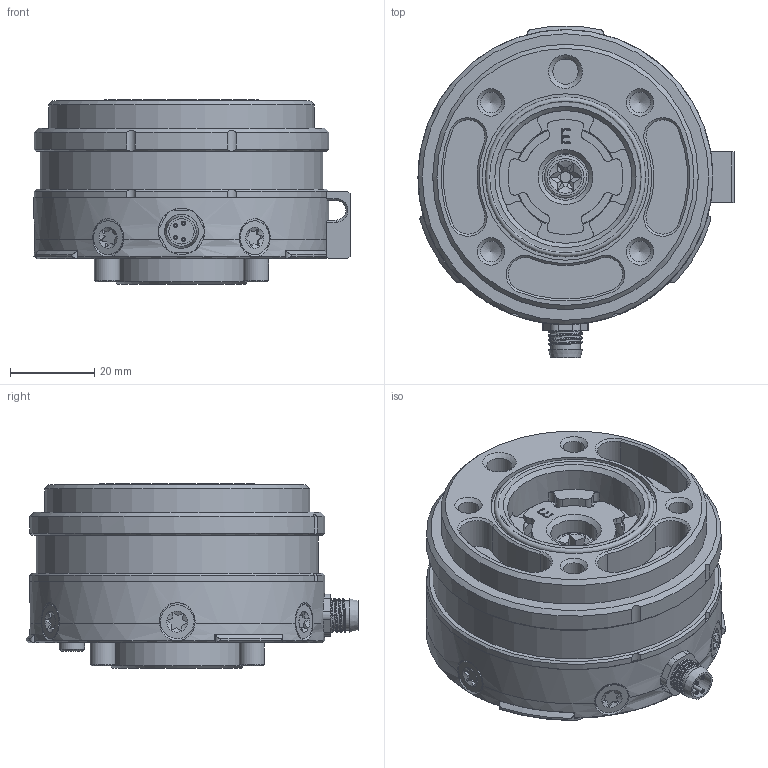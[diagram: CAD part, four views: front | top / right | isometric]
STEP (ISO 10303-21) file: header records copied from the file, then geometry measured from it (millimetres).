
FILE_DESCRIPTION(/* description */ (''),/* implementation_level */ '2;1');
FILE_NAME(/* name */ 'HEX-E with Adapter A2.stp',/* time_stamp */ '2018-06-25T13:02:40+02:00',/* author */ ('Ozan Kulcu'),/* organization */ (''),/* preprocessor_version */ 'ST-DEVELOPER v17',/* originating_system */ 'Autodesk Inventor 2019',/* authorisation */ '');
FILE_SCHEMA (('AUTOMOTIVE_DESIGN { 1 0 10303 214 3 1 1 }'));
Length unit declared in the file: millimetre
Products named in the file (17): HEX2-E_1.1; FTS001; MX-120031-0006 ; O-Ring-8x0.5; FTS_Silicone_1.1; FTS003; FTS005; DIN 7984 - M6 x 16; 006200X0200EP70TIMO; FTS007; ISO 14580 - A2 - M6 x 16; Washer - M6; DIN 7991 - M4x8; Cable-Holder_1.1; FTS0010; FTS021; FTS_Sticker_1.1
Assembly tree (27 placements, depth 3):
  HEX2-E_1.1
    FTS001
    MX-120031-0006 
    O-Ring-8x0.5
    FTS_Silicone_1.1
    FTS003
    FTS005
    DIN 7984 - M6 x 16
    Washer - M6  x5
    006200X0200EP70TIMO
    FTS007
    ISO 14580 - A2 - M6 x 16  x4
    DIN 7991 - M4x8  x5
    Cable-Holder_1.1
      FTS0010
      FTS021
    FTS_Sticker_1.1
Bounding box: 75 x 78.79 x 43.7 mm (x, y, z)
Volume: 102480.9 mm3; surface area: 60397.8 mm2
Topology: 27 solids, 27 shells, 1586 faces, 4267 edges, 2813 vertices
Faces by surface type: plane 900, cylinder 408, bspline 125, cone 124, torus 29
Full cylindrical faces by diameter (mm): 1 x4, 1.221 x12, 1.567 x3, 3 x2, 3.242 x7, 4 x6, 4.5 x6, 4.917 x5, 5 x1, 6 x12, 6.4 x5, 6.5 x5, 7 x3, 7.459 x1, 8 x11, 8.5 x1, 10 x13, 10.5 x4, 11 x2, 20 x1, 24 x3, 27 x4, 28 x1, 31.5 x2, 36 x1, 39.5 x1, 63 x1, 67 x3, 69 x2, 70 x1
Entity records: 48919 total; most frequent: CARTESIAN_POINT 12698, ORIENTED_EDGE 7672, DIRECTION 7053, EDGE_CURVE 3836, VERTEX_POINT 2541, AXIS2_PLACEMENT_3D 2356, LINE 2341, VECTOR 2341
